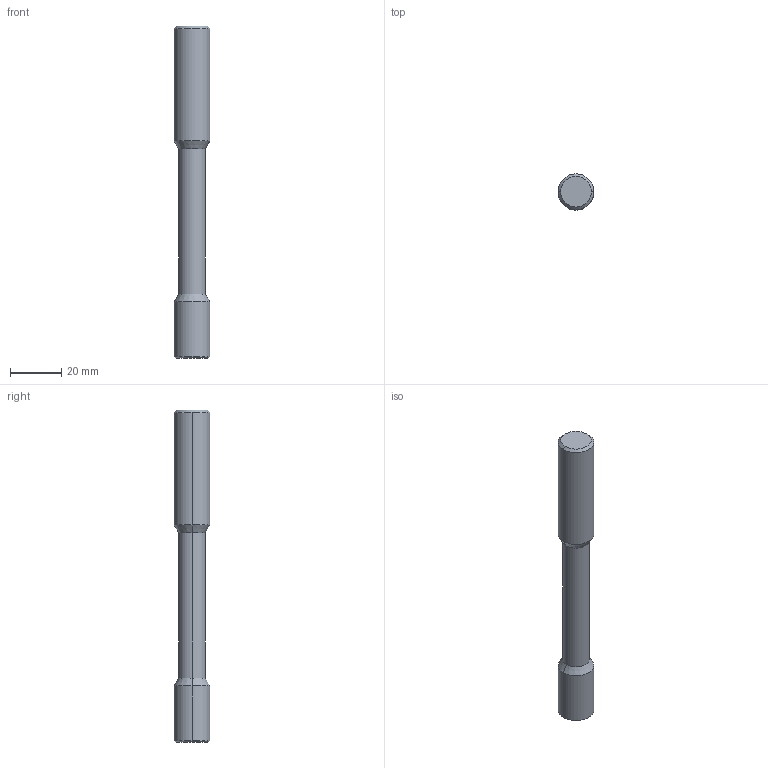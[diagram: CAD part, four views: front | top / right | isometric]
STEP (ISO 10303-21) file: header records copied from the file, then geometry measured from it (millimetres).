
FILE_DESCRIPTION((''),'2;1');
FILE_NAME('607071125-000-00-E43','2018-04-20T15:49:54',('winkhartd'),(''),'CREO PARAMETRIC BY PTC INC, 2017260','CREO PARAMETRIC BY PTC INC, 2017260','');
FILE_SCHEMA(('AUTOMOTIVE_DESIGN { 1 0 10303 214 1 1 1 1 }'));
Length unit declared in the file: millimetre
Products named in the file (1): 607071125-000-00-E43
Bounding box: 14 x 14 x 130 mm (x, y, z)
Volume: 15958.6 mm3; surface area: 5363.3 mm2
Topology: 1 solids, 1 shells, 16 faces, 55 edges, 46 vertices
Faces by surface type: cone 8, cylinder 6, plane 2
Entity records: 1079 total; most frequent: DIRECTION 109, CARTESIAN_POINT 93, PRESENTATION_STYLE_ASSIGNMENT 79, STYLED_ITEM 74, CURVE_STYLE 62, ORIENTED_EDGE 60, VECTOR 39, LINE 39
